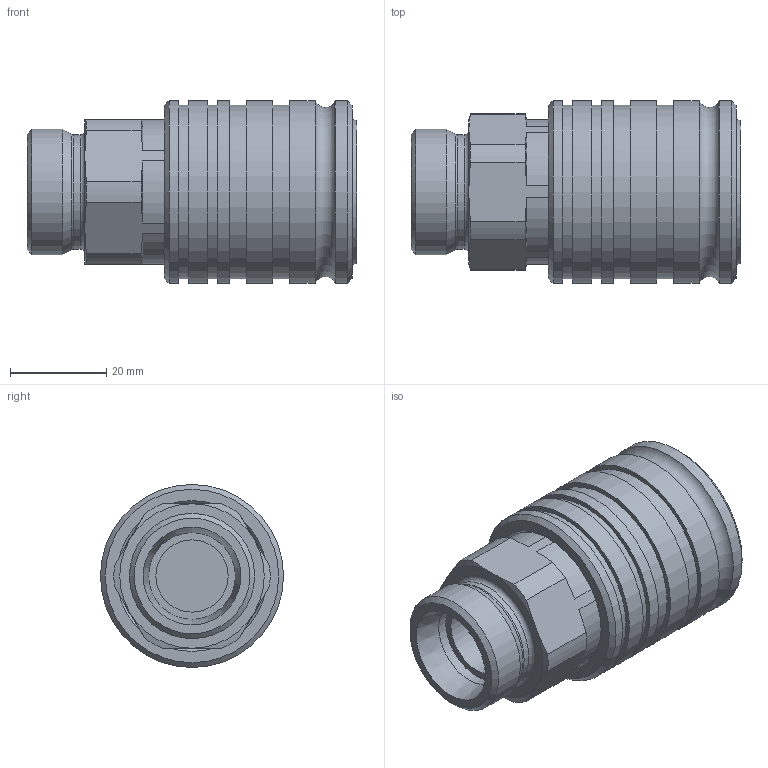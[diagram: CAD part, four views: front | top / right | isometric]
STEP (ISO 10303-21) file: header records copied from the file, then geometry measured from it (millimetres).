
FILE_DESCRIPTION((''),'2;1');
FILE_NAME('42122624.stp','2015-04-17T13:12:28',('User'),(''),'Autodesk Inventor 2012','Autodesk Inventor 2012','');
FILE_SCHEMA(('AUTOMOTIVE_DESIGN { 1 0 10303 214 1 1 1 1 }'));
Length unit declared in the file: millimetre
Products named in the file (1): 42122624
Bounding box: 68.5 x 38 x 38 mm (x, y, z)
Volume: 44641.6 mm3; surface area: 24108.2 mm2
Topology: 1 solids, 1 shells, 128 faces, 297 edges, 195 vertices
Faces by surface type: cylinder 42, plane 34, cone 27, sphere 12, torus 9, bspline 4
Full cylindrical faces by diameter (mm): 4.7 x1, 12.5 x1, 15 x1, 18 x1, 20.6 x2, 23.7 x1, 23.8 x1, 25 x2, 26 x1, 27 x1, 30.15 x1, 30.3 x1, 30.336 x2, 32.8 x2, 33.8 x2, 36 x4, 38 x6
Entity records: 4365 total; most frequent: CARTESIAN_POINT 1788, DIRECTION 500, ORIENTED_EDGE 388, AXIS2_PLACEMENT_3D 234, EDGE_LOOP 217, EDGE_CURVE 194, VERTEX_POINT 154, STYLED_ITEM 132
